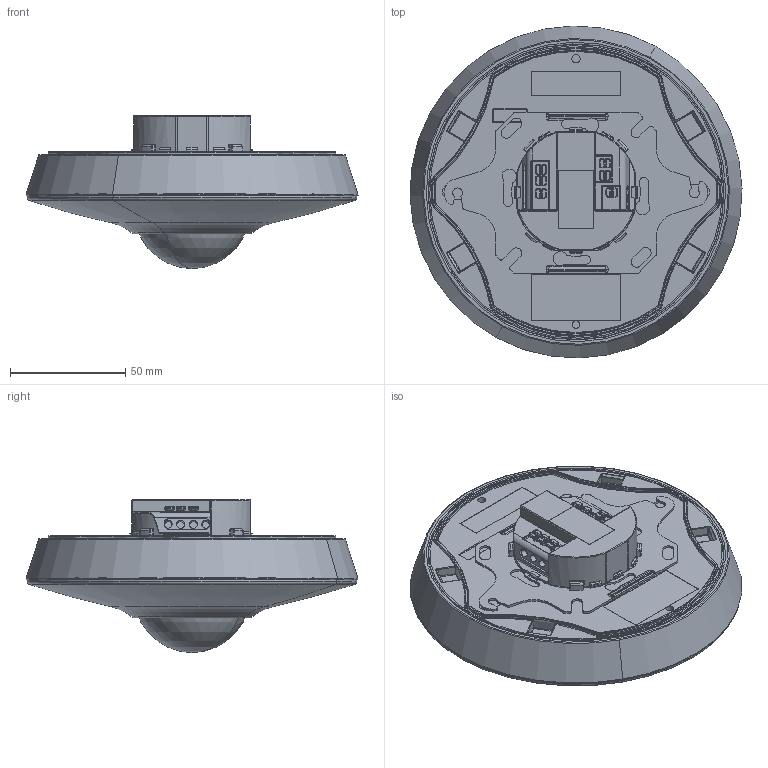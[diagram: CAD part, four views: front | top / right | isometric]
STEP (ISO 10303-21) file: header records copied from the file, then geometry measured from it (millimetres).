
FILE_DESCRIPTION('');
FILE_NAME('');
FILE_SCHEMA(('AUTOMOTIVE_DESIGN { 1 0 10303 214 1 1 1 1 }'));
Products named in the file (1): EM10425004
Bounding box: 144.16 x 144.16 x 66.5 mm (x, y, z)
Volume: 453166 mm3; surface area: 95911.3 mm2
Topology: 11 solids, 11 shells, 1279 faces, 3073 edges, 1772 vertices
Faces by surface type: cylinder 495, plane 262, torus 226, bspline 194, sphere 47, cone 24, revolution 20, extrusion 11
Entity records: 49698 total; most frequent: CARTESIAN_POINT 22883, ORIENTED_EDGE 6016, DIRECTION 4390, EDGE_CURVE 3008, AXIS2_PLACEMENT_3D 2253, VERTEX_POINT 1772, EDGE_LOOP 1314, CIRCLE 1287
